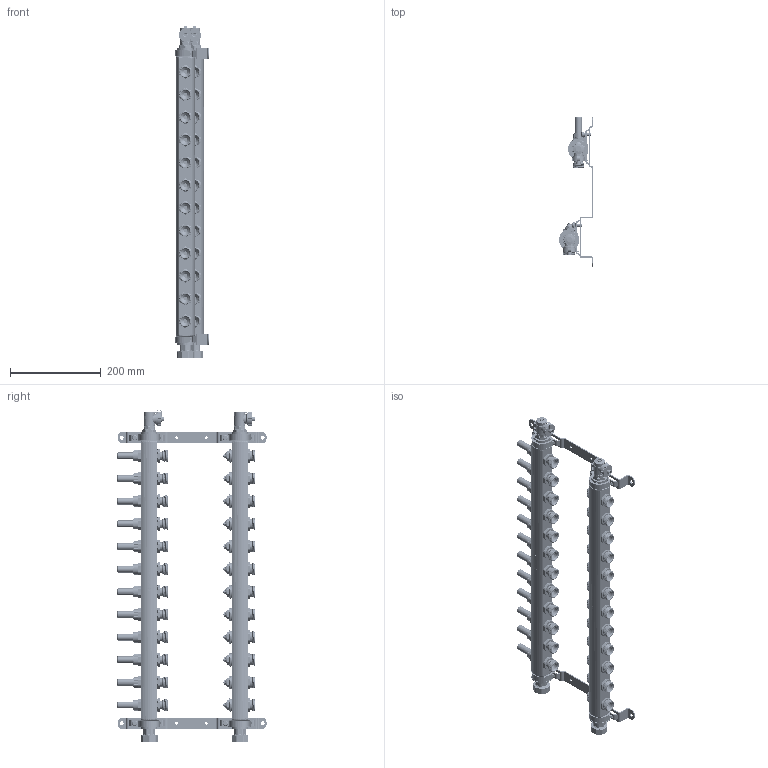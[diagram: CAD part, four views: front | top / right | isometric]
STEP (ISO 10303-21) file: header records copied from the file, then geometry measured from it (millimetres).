
FILE_DESCRIPTION((''),'2;1');
FILE_NAME('9340-12-800-VER-ASM_ASM','2016-10-25T',('marann'),(''),'PRO/ENGINEER BY PARAMETRIC TECHNOLOGY CORPORATION, 2011490','PRO/ENGINEER BY PARAMETRIC TECHNOLOGY CORPORATION, 2011490','');
FILE_SCHEMA(('CONFIG_CONTROL_DESIGN'));
Products named in the file (3): 9340-12-800_VEREINFAC_SW0001; 9321-005; 9340-12-800-VER-ASM_ASM
Assembly tree (2 placements, depth 2):
  9340-12-800-VER-ASM_ASM
    9340-12-800_VEREINFAC_SW0001
    9321-005
Bounding box: 74.75 x 329.7 x 732.8 mm (x, y, z)
Volume: 880625.4 mm3; surface area: 651978.1 mm2
Topology: 9 solids, 11 shells, 6831 faces, 17490 edges, 10980 vertices
Faces by surface type: cylinder 2531, plane 2284, bspline 902, cone 730, torus 384
Entity records: 328321 total; most frequent: CARTESIAN_POINT 167476, ORIENTED_EDGE 34972, DIRECTION 32380, EDGE_CURVE 17490, AXIS2_PLACEMENT_3D 12612, VERTEX_POINT 10980, EDGE_LOOP 7308, VECTOR 7156
